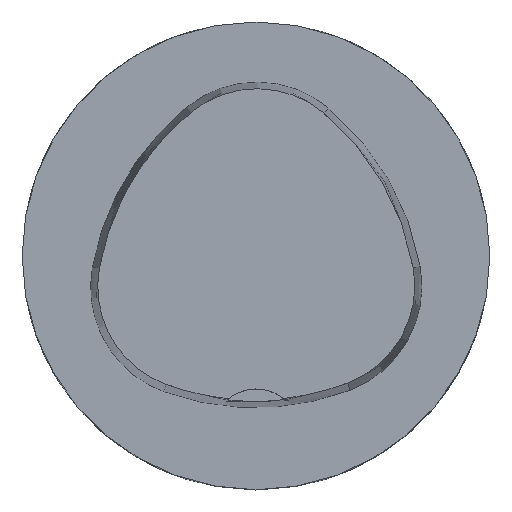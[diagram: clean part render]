
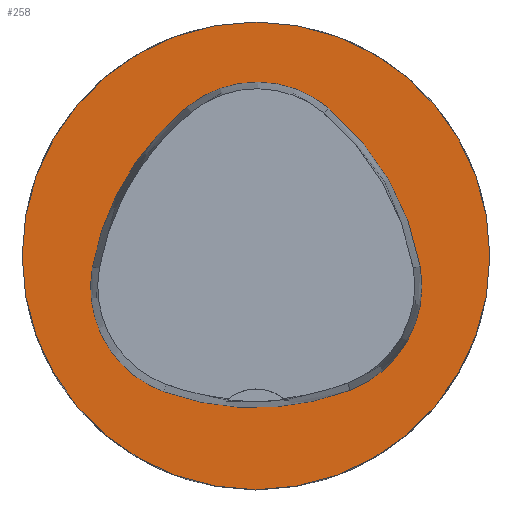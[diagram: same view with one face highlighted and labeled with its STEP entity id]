
A CAD part, top view. The second image highlights one B-rep face of the part: STEP entity #258.
In plain terms, the highlighted planar face has unit normal (0, 0, 1).
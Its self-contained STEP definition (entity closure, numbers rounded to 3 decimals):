
#74=PLANE('',#911);
#258=ADVANCED_FACE('',(#319,#320),#74,.T.);
#319=FACE_BOUND('',#362,.T.);
#320=FACE_BOUND('',#363,.T.);
#362=EDGE_LOOP('',(#489,#490,#491,#492,#493,#494));
#363=EDGE_LOOP('',(#495));
#489=ORIENTED_EDGE('',*,*,#753,.T.);
#490=ORIENTED_EDGE('',*,*,#733,.T.);
#491=ORIENTED_EDGE('',*,*,#737,.T.);
#492=ORIENTED_EDGE('',*,*,#740,.T.);
#493=ORIENTED_EDGE('',*,*,#743,.T.);
#494=ORIENTED_EDGE('',*,*,#751,.T.);
#495=ORIENTED_EDGE('',*,*,#715,.F.);
#640=VERTEX_POINT('',#1270);
#656=VERTEX_POINT('',#1307);
#657=VERTEX_POINT('',#1308);
#660=VERTEX_POINT('',#1316);
#662=VERTEX_POINT('',#1322);
#664=VERTEX_POINT('',#1328);
#671=VERTEX_POINT('',#1349);
#715=EDGE_CURVE('',#640,#640,#808,.T.);
#733=EDGE_CURVE('',#656,#657,#810,.T.);
#737=EDGE_CURVE('',#657,#660,#812,.T.);
#740=EDGE_CURVE('',#660,#662,#814,.T.);
#743=EDGE_CURVE('',#662,#664,#816,.T.);
#751=EDGE_CURVE('',#664,#671,#820,.T.);
#753=EDGE_CURVE('',#671,#656,#822,.T.);
#808=CIRCLE('',#880,31.5);
#810=CIRCLE('',#889,36.);
#812=CIRCLE('',#892,15.);
#814=CIRCLE('',#895,36.);
#816=CIRCLE('',#898,15.);
#820=CIRCLE('',#903,36.);
#822=CIRCLE('',#906,15.);
#880=AXIS2_PLACEMENT_3D('',#1269,#996,#997);
#889=AXIS2_PLACEMENT_3D('',#1306,#1026,#1027);
#892=AXIS2_PLACEMENT_3D('',#1315,#1034,#1035);
#895=AXIS2_PLACEMENT_3D('',#1321,#1041,#1042);
#898=AXIS2_PLACEMENT_3D('',#1327,#1048,#1049);
#903=AXIS2_PLACEMENT_3D('',#1350,#1060,#1061);
#906=AXIS2_PLACEMENT_3D('',#1353,#1066,#1067);
#911=AXIS2_PLACEMENT_3D('',#1358,#1076,#1077);
#996=DIRECTION('',(0.,0.,-1.));
#997=DIRECTION('',(-1.,0.,0.));
#1026=DIRECTION('',(0.,0.,-1.));
#1027=DIRECTION('',(-1.,0.,0.));
#1034=DIRECTION('',(0.,0.,-1.));
#1035=DIRECTION('',(-1.,0.,0.));
#1041=DIRECTION('',(0.,0.,-1.));
#1042=DIRECTION('',(-1.,0.,0.));
#1048=DIRECTION('',(0.,0.,-1.));
#1049=DIRECTION('',(-1.,0.,0.));
#1060=DIRECTION('',(0.,0.,-1.));
#1061=DIRECTION('',(-1.,0.,0.));
#1066=DIRECTION('',(0.,0.,-1.));
#1067=DIRECTION('',(-1.,0.,0.));
#1076=DIRECTION('',(0.,0.,1.));
#1077=DIRECTION('',(1.,0.,0.));
#1269=CARTESIAN_POINT('',(0.,0.,0.));
#1270=CARTESIAN_POINT('',(-31.5,0.,0.));
#1306=CARTESIAN_POINT('',(13.398,-7.893,0.));
#1307=CARTESIAN_POINT('',(-22.041,-1.562,0.));
#1308=CARTESIAN_POINT('',(-9.317,20.036,0.));
#1315=CARTESIAN_POINT('',(0.148,8.399,0.));
#1316=CARTESIAN_POINT('',(9.779,19.898,0.));
#1321=CARTESIAN_POINT('',(-13.337,-7.7,0.));
#1322=CARTESIAN_POINT('',(22.122,-1.48,0.));
#1327=CARTESIAN_POINT('',(7.347,-4.071,0.));
#1328=CARTESIAN_POINT('',(12.693,-18.087,0.));
#1349=CARTESIAN_POINT('',(-12.373,-18.307,0.));
#1350=CARTESIAN_POINT('',(-0.137,15.55,0.));
#1353=CARTESIAN_POINT('',(-7.275,-4.2,0.));
#1358=CARTESIAN_POINT('',(0.,0.,0.));
